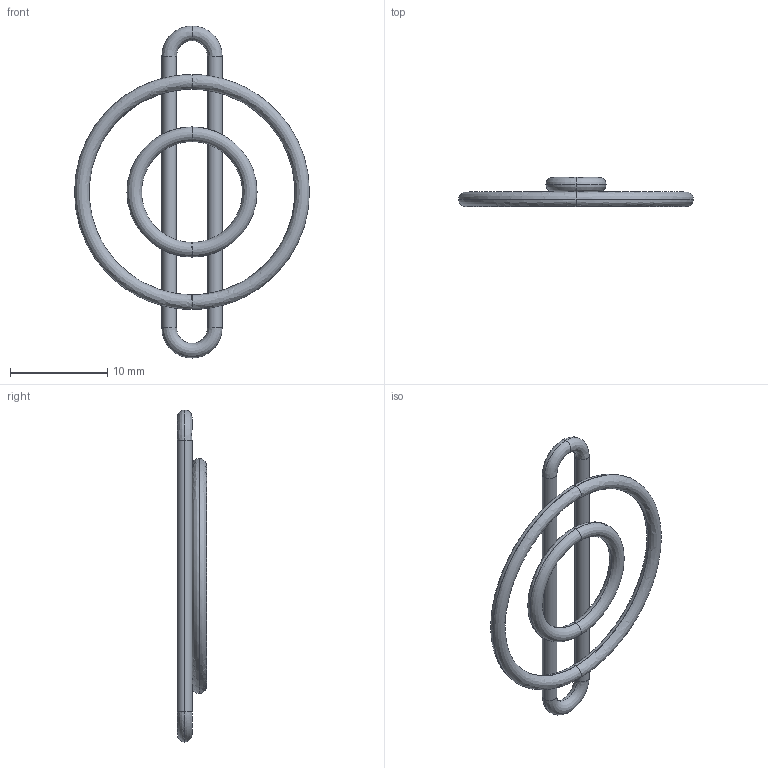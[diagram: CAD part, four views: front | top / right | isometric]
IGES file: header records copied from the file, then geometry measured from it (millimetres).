
Start section: SolidWorks IGES file using analytic representation for surfaces
Global section: file name: OY20-2PH.IGS,1; native system: 5HSolidWorks 2012; preprocessor: SolidWorks 2012; author: Administrator; date: 190521.202320; units: millimetre
Bounding box: 24.2 x 3 x 34.2 mm (x, y, z)
Surface area: 846.2 mm2 (no closed solid volume)
Topology: 0 solids, 0 shells, 18 faces, 72 edges, 72 vertices
Faces by surface type: bspline 14, revolution 4
